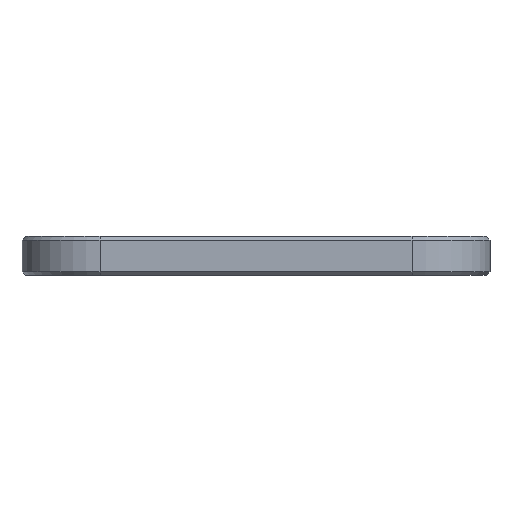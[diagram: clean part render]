
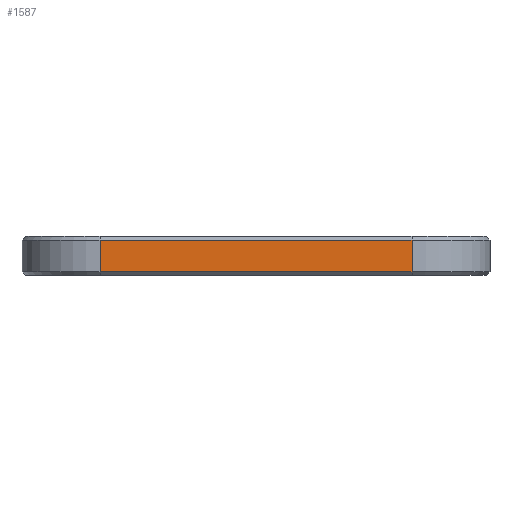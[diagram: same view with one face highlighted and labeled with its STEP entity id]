
A CAD part, front view. The second image highlights one B-rep face of the part: STEP entity #1587.
In plain terms, the highlighted planar face has unit normal (0, -1, 0).
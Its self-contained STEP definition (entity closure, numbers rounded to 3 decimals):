
#158 = PLANE('',#159);
#159 = AXIS2_PLACEMENT_3D('',#160,#161,#162);
#160 = CARTESIAN_POINT('',(0.,-6.1,0.15));
#161 = DIRECTION('',(0.,-0.707,-0.707));
#162 = DIRECTION('',(-1.,-0.,-0.));
#662 = VERTEX_POINT('',#663);
#663 = CARTESIAN_POINT('',(25.,-6.25,0.3));
#699 = CYLINDRICAL_SURFACE('',#700,6.25);
#700 = AXIS2_PLACEMENT_3D('',#701,#702,#703);
#701 = CARTESIAN_POINT('',(25.,0.,0.));
#702 = DIRECTION('',(-0.,-0.,-1.));
#703 = DIRECTION('',(1.,0.,0.));
#771 = VERTEX_POINT('',#772);
#772 = CARTESIAN_POINT('',(0.,-6.25,0.3));
#793 = EDGE_CURVE('',#771,#662,#794,.T.);
#794 = SURFACE_CURVE('',#795,(#799,#806),.PCURVE_S1.);
#795 = LINE('',#796,#797);
#796 = CARTESIAN_POINT('',(0.,-6.25,0.3));
#797 = VECTOR('',#798,1.);
#798 = DIRECTION('',(1.,0.,0.));
#799 = PCURVE('',#158,#800);
#800 = DEFINITIONAL_REPRESENTATION('',(#801),#805);
#801 = LINE('',#802,#803);
#802 = CARTESIAN_POINT('',(-0.,-0.212));
#803 = VECTOR('',#804,1.);
#804 = DIRECTION('',(-1.,0.));
#805 = ( GEOMETRIC_REPRESENTATION_CONTEXT(2) 
PARAMETRIC_REPRESENTATION_CONTEXT() REPRESENTATION_CONTEXT('2D SPACE',''
  ) );
#806 = PCURVE('',#807,#812);
#807 = PLANE('',#808);
#808 = AXIS2_PLACEMENT_3D('',#809,#810,#811);
#809 = CARTESIAN_POINT('',(0.,-6.25,0.));
#810 = DIRECTION('',(0.,1.,0.));
#811 = DIRECTION('',(1.,0.,0.));
#812 = DEFINITIONAL_REPRESENTATION('',(#813),#817);
#813 = LINE('',#814,#815);
#814 = CARTESIAN_POINT('',(0.,-0.3));
#815 = VECTOR('',#816,1.);
#816 = DIRECTION('',(1.,0.));
#817 = ( GEOMETRIC_REPRESENTATION_CONTEXT(2) 
PARAMETRIC_REPRESENTATION_CONTEXT() REPRESENTATION_CONTEXT('2D SPACE',''
  ) );
#840 = CYLINDRICAL_SURFACE('',#841,6.25);
#841 = AXIS2_PLACEMENT_3D('',#842,#843,#844);
#842 = CARTESIAN_POINT('',(0.,0.,0.));
#843 = DIRECTION('',(-0.,-0.,-1.));
#844 = DIRECTION('',(1.,0.,0.));
#1482 = EDGE_CURVE('',#662,#1483,#1485,.T.);
#1483 = VERTEX_POINT('',#1484);
#1484 = CARTESIAN_POINT('',(25.,-6.25,2.825));
#1485 = SURFACE_CURVE('',#1486,(#1490,#1497),.PCURVE_S1.);
#1486 = LINE('',#1487,#1488);
#1487 = CARTESIAN_POINT('',(25.,-6.25,0.));
#1488 = VECTOR('',#1489,1.);
#1489 = DIRECTION('',(0.,0.,1.));
#1490 = PCURVE('',#699,#1491);
#1491 = DEFINITIONAL_REPRESENTATION('',(#1492),#1496);
#1492 = LINE('',#1493,#1494);
#1493 = CARTESIAN_POINT('',(-4.712,0.));
#1494 = VECTOR('',#1495,1.);
#1495 = DIRECTION('',(-0.,-1.));
#1496 = ( GEOMETRIC_REPRESENTATION_CONTEXT(2) 
PARAMETRIC_REPRESENTATION_CONTEXT() REPRESENTATION_CONTEXT('2D SPACE',''
  ) );
#1497 = PCURVE('',#807,#1498);
#1498 = DEFINITIONAL_REPRESENTATION('',(#1499),#1503);
#1499 = LINE('',#1500,#1501);
#1500 = CARTESIAN_POINT('',(25.,0.));
#1501 = VECTOR('',#1502,1.);
#1502 = DIRECTION('',(0.,-1.));
#1503 = ( GEOMETRIC_REPRESENTATION_CONTEXT(2) 
PARAMETRIC_REPRESENTATION_CONTEXT() REPRESENTATION_CONTEXT('2D SPACE',''
  ) );
#1587 = ADVANCED_FACE('',(#1588),#807,.F.);
#1588 = FACE_BOUND('',#1589,.F.);
#1589 = EDGE_LOOP('',(#1590,#1613,#1639,#1640));
#1590 = ORIENTED_EDGE('',*,*,#1591,.T.);
#1591 = EDGE_CURVE('',#771,#1592,#1594,.T.);
#1592 = VERTEX_POINT('',#1593);
#1593 = CARTESIAN_POINT('',(0.,-6.25,2.825));
#1594 = SURFACE_CURVE('',#1595,(#1599,#1606),.PCURVE_S1.);
#1595 = LINE('',#1596,#1597);
#1596 = CARTESIAN_POINT('',(0.,-6.25,0.));
#1597 = VECTOR('',#1598,1.);
#1598 = DIRECTION('',(0.,0.,1.));
#1599 = PCURVE('',#807,#1600);
#1600 = DEFINITIONAL_REPRESENTATION('',(#1601),#1605);
#1601 = LINE('',#1602,#1603);
#1602 = CARTESIAN_POINT('',(0.,0.));
#1603 = VECTOR('',#1604,1.);
#1604 = DIRECTION('',(0.,-1.));
#1605 = ( GEOMETRIC_REPRESENTATION_CONTEXT(2) 
PARAMETRIC_REPRESENTATION_CONTEXT() REPRESENTATION_CONTEXT('2D SPACE',''
  ) );
#1606 = PCURVE('',#840,#1607);
#1607 = DEFINITIONAL_REPRESENTATION('',(#1608),#1612);
#1608 = LINE('',#1609,#1610);
#1609 = CARTESIAN_POINT('',(-4.712,0.));
#1610 = VECTOR('',#1611,1.);
#1611 = DIRECTION('',(-0.,-1.));
#1612 = ( GEOMETRIC_REPRESENTATION_CONTEXT(2) 
PARAMETRIC_REPRESENTATION_CONTEXT() REPRESENTATION_CONTEXT('2D SPACE',''
  ) );
#1613 = ORIENTED_EDGE('',*,*,#1614,.T.);
#1614 = EDGE_CURVE('',#1592,#1483,#1615,.T.);
#1615 = SURFACE_CURVE('',#1616,(#1620,#1627),.PCURVE_S1.);
#1616 = LINE('',#1617,#1618);
#1617 = CARTESIAN_POINT('',(0.,-6.25,2.825));
#1618 = VECTOR('',#1619,1.);
#1619 = DIRECTION('',(1.,0.,0.));
#1620 = PCURVE('',#807,#1621);
#1621 = DEFINITIONAL_REPRESENTATION('',(#1622),#1626);
#1622 = LINE('',#1623,#1624);
#1623 = CARTESIAN_POINT('',(0.,-2.825));
#1624 = VECTOR('',#1625,1.);
#1625 = DIRECTION('',(1.,0.));
#1626 = ( GEOMETRIC_REPRESENTATION_CONTEXT(2) 
PARAMETRIC_REPRESENTATION_CONTEXT() REPRESENTATION_CONTEXT('2D SPACE',''
  ) );
#1627 = PCURVE('',#1628,#1633);
#1628 = PLANE('',#1629);
#1629 = AXIS2_PLACEMENT_3D('',#1630,#1631,#1632);
#1630 = CARTESIAN_POINT('',(0.,-6.1,2.975));
#1631 = DIRECTION('',(0.,0.707,-0.707));
#1632 = DIRECTION('',(-1.,-0.,-0.));
#1633 = DEFINITIONAL_REPRESENTATION('',(#1634),#1638);
#1634 = LINE('',#1635,#1636);
#1635 = CARTESIAN_POINT('',(-0.,-0.212));
#1636 = VECTOR('',#1637,1.);
#1637 = DIRECTION('',(-1.,0.));
#1638 = ( GEOMETRIC_REPRESENTATION_CONTEXT(2) 
PARAMETRIC_REPRESENTATION_CONTEXT() REPRESENTATION_CONTEXT('2D SPACE',''
  ) );
#1639 = ORIENTED_EDGE('',*,*,#1482,.F.);
#1640 = ORIENTED_EDGE('',*,*,#793,.F.);
